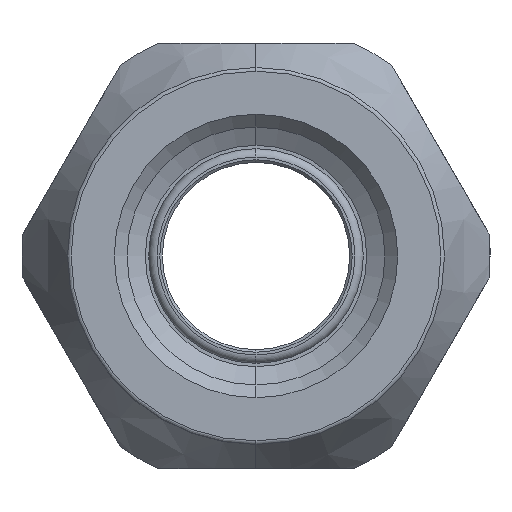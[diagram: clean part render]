
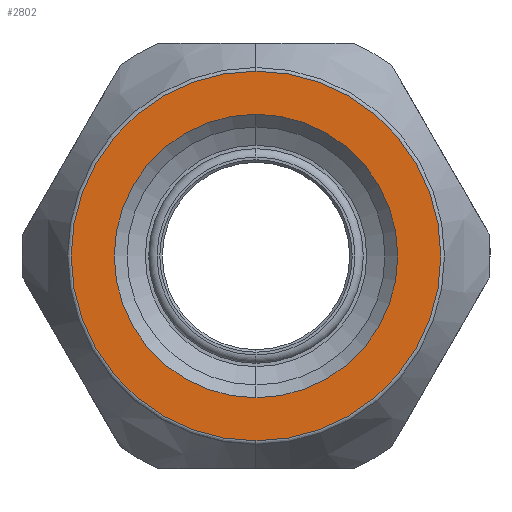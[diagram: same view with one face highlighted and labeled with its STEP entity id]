
A CAD part, left-side view. The second image highlights one B-rep face of the part: STEP entity #2802.
In plain terms, the highlighted planar face has unit normal (-1, 0, 0).
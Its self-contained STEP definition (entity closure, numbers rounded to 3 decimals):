
#18 = CIRCLE ( 'NONE', #997, 21.711 ) ;
#60 = CIRCLE ( 'NONE', #1015, 16.65 ) ;
#162 = CIRCLE ( 'NONE', #1059, 16.65 ) ;
#269 = FACE_BOUND ( 'NONE', #1386, .T. ) ;
#270 = FACE_OUTER_BOUND ( 'NONE', #1335, .T. ) ;
#344 = CARTESIAN_POINT ( 'NONE',  ( 0., 0., 0. ) ) ;
#345 = DIRECTION ( 'NONE',  ( 1., 0., 0. ) ) ;
#346 = DIRECTION ( 'NONE',  ( 0., 0., -1. ) ) ;
#580 = PLANE ( 'NONE',  #1111 ) ;
#581 = CARTESIAN_POINT ( 'NONE',  ( 0., 16.65, 0. ) ) ;
#582 = DIRECTION ( 'NONE',  ( -1., 0., 0. ) ) ;
#583 = DIRECTION ( 'NONE',  ( 0., 0., 1. ) ) ;
#990 = AXIS2_PLACEMENT_3D ( 'NONE', #3032, #3033, #3034 ) ;
#997 = AXIS2_PLACEMENT_3D ( 'NONE', #3095, #3096, #3097 ) ;
#1015 = AXIS2_PLACEMENT_3D ( 'NONE', #3261, #3262, #3263 ) ;
#1059 = AXIS2_PLACEMENT_3D ( 'NONE', #344, #345, #346 ) ;
#1111 = AXIS2_PLACEMENT_3D ( 'NONE', #581, #582, #583 ) ;
#1335 = EDGE_LOOP ( 'NONE', ( #1850, #1849 ) ) ;
#1386 = EDGE_LOOP ( 'NONE', ( #1865, #1859 ) ) ;
#1418 = CARTESIAN_POINT ( 'NONE',  ( 0., 0., 21.711 ) ) ;
#1436 = CARTESIAN_POINT ( 'NONE',  ( 0., 0., -16.65 ) ) ;
#1441 = VERTEX_POINT ( 'NONE', #1606 ) ;
#1521 = VERTEX_POINT ( 'NONE', #1436 ) ;
#1572 = VERTEX_POINT ( 'NONE', #1418 ) ;
#1606 = CARTESIAN_POINT ( 'NONE',  ( 0., 0., 16.65 ) ) ;
#1630 = VERTEX_POINT ( 'NONE', #2454 ) ;
#1849 = ORIENTED_EDGE ( 'NONE', *, *, #2031, .F. ) ;
#1850 = ORIENTED_EDGE ( 'NONE', *, *, #2014, .F. ) ;
#1859 = ORIENTED_EDGE ( 'NONE', *, *, #2069, .T. ) ;
#1865 = ORIENTED_EDGE ( 'NONE', *, *, #2164, .T. ) ;
#2014 = EDGE_CURVE ( 'NONE', #1630, #1572, #3688, .T. ) ;
#2031 = EDGE_CURVE ( 'NONE', #1572, #1630, #18, .T. ) ;
#2069 = EDGE_CURVE ( 'NONE', #1521, #1441, #60, .T. ) ;
#2164 = EDGE_CURVE ( 'NONE', #1441, #1521, #162, .T. ) ;
#2454 = CARTESIAN_POINT ( 'NONE',  ( 0., 0., -21.711 ) ) ;
#2802 = ADVANCED_FACE ( 'NONE', ( #269, #270 ), #580, .T. ) ;
#3032 = CARTESIAN_POINT ( 'NONE',  ( 0., 0., 0. ) ) ;
#3033 = DIRECTION ( 'NONE',  ( 1., 0., 0. ) ) ;
#3034 = DIRECTION ( 'NONE',  ( 0., 0., -1. ) ) ;
#3095 = CARTESIAN_POINT ( 'NONE',  ( 0., 0., 0. ) ) ;
#3096 = DIRECTION ( 'NONE',  ( 1., 0., 0. ) ) ;
#3097 = DIRECTION ( 'NONE',  ( 0., 0., -1. ) ) ;
#3261 = CARTESIAN_POINT ( 'NONE',  ( 0., 0., 0. ) ) ;
#3262 = DIRECTION ( 'NONE',  ( 1., 0., 0. ) ) ;
#3263 = DIRECTION ( 'NONE',  ( 0., 0., -1. ) ) ;
#3688 = CIRCLE ( 'NONE', #990, 21.711 ) ;
